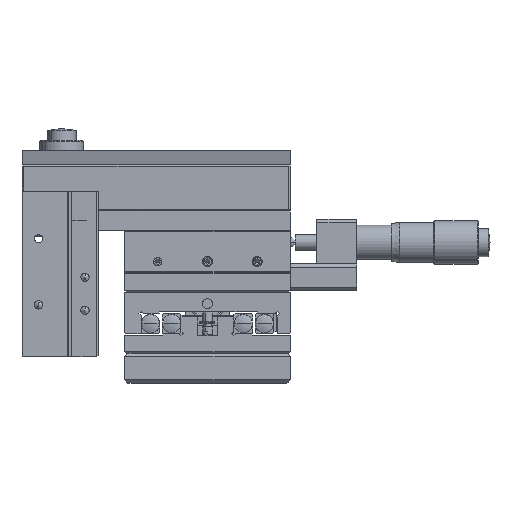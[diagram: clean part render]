
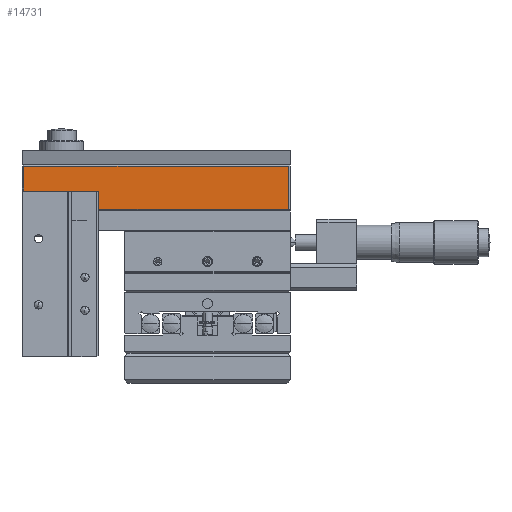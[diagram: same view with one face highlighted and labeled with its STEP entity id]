
A CAD part, front view. The second image highlights one B-rep face of the part: STEP entity #14731.
In plain terms, the highlighted planar face has unit normal (0, -1, 0).
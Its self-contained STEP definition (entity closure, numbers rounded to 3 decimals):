
#112 = CARTESIAN_POINT ( 'NONE',  ( -45.581, -27.499, 35.578 ) ) ;
#806 = ORIENTED_EDGE ( 'NONE', *, *, #29038, .T. ) ;
#1371 = VERTEX_POINT ( 'NONE', #35489 ) ;
#1602 = DIRECTION ( 'NONE',  ( 0., 0., 1. ) ) ;
#2001 = VERTEX_POINT ( 'NONE', #29853 ) ;
#2281 = VECTOR ( 'NONE', #20031, 1000. ) ;
#4537 = AXIS2_PLACEMENT_3D ( 'NONE', #6875, #20783, #12637 ) ;
#6416 = CARTESIAN_POINT ( 'NONE',  ( -45.581, -27.499, 43.078 ) ) ;
#6875 = CARTESIAN_POINT ( 'NONE',  ( -45.581, -27.499, 43.578 ) ) ;
#8124 = CARTESIAN_POINT ( 'NONE',  ( -45.081, -27.499, 43.578 ) ) ;
#8522 = EDGE_CURVE ( 'NONE', #34790, #33395, #32382, .T. ) ;
#12178 = DIRECTION ( 'NONE',  ( -1., 0., 0. ) ) ;
#12404 = EDGE_CURVE ( 'NONE', #33395, #1371, #13479, .T. ) ;
#12637 = DIRECTION ( 'NONE',  ( -1., 0., 0. ) ) ;
#13027 = CARTESIAN_POINT ( 'NONE',  ( 34.919, -27.499, 43.578 ) ) ;
#13411 = DIRECTION ( 'NONE',  ( 0., 0., 1. ) ) ;
#13479 = LINE ( 'NONE', #13027, #25820 ) ;
#14112 = DIRECTION ( 'NONE',  ( -1., 0., 0. ) ) ;
#14731 = ADVANCED_FACE ( 'NONE', ( #30879 ), #34745, .F. ) ;
#14846 = VECTOR ( 'NONE', #14112, 1000. ) ;
#16326 = ORIENTED_EDGE ( 'NONE', *, *, #33504, .F. ) ;
#17951 = ORIENTED_EDGE ( 'NONE', *, *, #8522, .T. ) ;
#18401 = LINE ( 'NONE', #112, #14846 ) ;
#18960 = ORIENTED_EDGE ( 'NONE', *, *, #12404, .T. ) ;
#19004 = CARTESIAN_POINT ( 'NONE',  ( -22.381, -27.499, 35.578 ) ) ;
#19403 = LINE ( 'NONE', #6416, #29134 ) ;
#19545 = CARTESIAN_POINT ( 'NONE',  ( -45.581, -27.499, 30.078 ) ) ;
#20031 = DIRECTION ( 'NONE',  ( 1., 0., 0. ) ) ;
#20502 = VERTEX_POINT ( 'NONE', #28682 ) ;
#20783 = DIRECTION ( 'NONE',  ( 0., 1., 0. ) ) ;
#21083 = VERTEX_POINT ( 'NONE', #31689 ) ;
#24334 = ORIENTED_EDGE ( 'NONE', *, *, #26035, .F. ) ;
#24504 = VECTOR ( 'NONE', #13411, 1000. ) ;
#24916 = EDGE_LOOP ( 'NONE', ( #806, #27715, #16326, #24334, #17951, #18960 ) ) ;
#25517 = EDGE_CURVE ( 'NONE', #20502, #2001, #34731, .T. ) ;
#25820 = VECTOR ( 'NONE', #1602, 1000. ) ;
#26035 = EDGE_CURVE ( 'NONE', #34790, #21083, #30258, .T. ) ;
#27205 = VECTOR ( 'NONE', #27903, 1000. ) ;
#27715 = ORIENTED_EDGE ( 'NONE', *, *, #25517, .T. ) ;
#27903 = DIRECTION ( 'NONE',  ( 0., 0., -1. ) ) ;
#28682 = CARTESIAN_POINT ( 'NONE',  ( -45.081, -27.499, 43.078 ) ) ;
#29038 = EDGE_CURVE ( 'NONE', #1371, #20502, #19403, .T. ) ;
#29134 = VECTOR ( 'NONE', #12178, 1000. ) ;
#29853 = CARTESIAN_POINT ( 'NONE',  ( -45.081, -27.499, 35.578 ) ) ;
#30258 = LINE ( 'NONE', #19004, #24504 ) ;
#30879 = FACE_OUTER_BOUND ( 'NONE', #24916, .T. ) ;
#31689 = CARTESIAN_POINT ( 'NONE',  ( -22.381, -27.499, 35.578 ) ) ;
#32382 = LINE ( 'NONE', #19545, #2281 ) ;
#33395 = VERTEX_POINT ( 'NONE', #36488 ) ;
#33504 = EDGE_CURVE ( 'NONE', #21083, #2001, #18401, .T. ) ;
#33544 = CARTESIAN_POINT ( 'NONE',  ( -22.381, -27.499, 30.078 ) ) ;
#34731 = LINE ( 'NONE', #8124, #27205 ) ;
#34745 = PLANE ( 'NONE',  #4537 ) ;
#34790 = VERTEX_POINT ( 'NONE', #33544 ) ;
#35489 = CARTESIAN_POINT ( 'NONE',  ( 34.919, -27.499, 43.078 ) ) ;
#36488 = CARTESIAN_POINT ( 'NONE',  ( 34.919, -27.499, 30.078 ) ) ;
